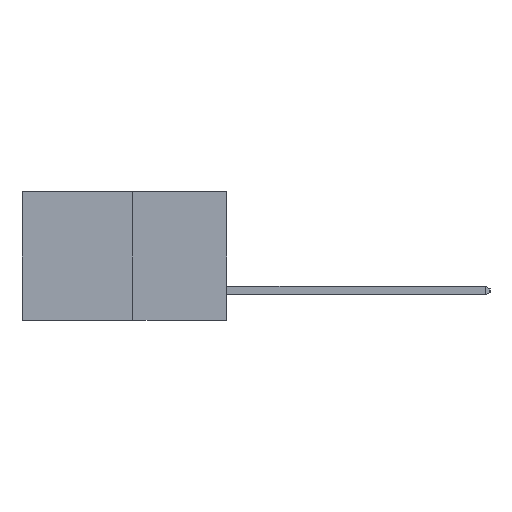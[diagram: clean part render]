
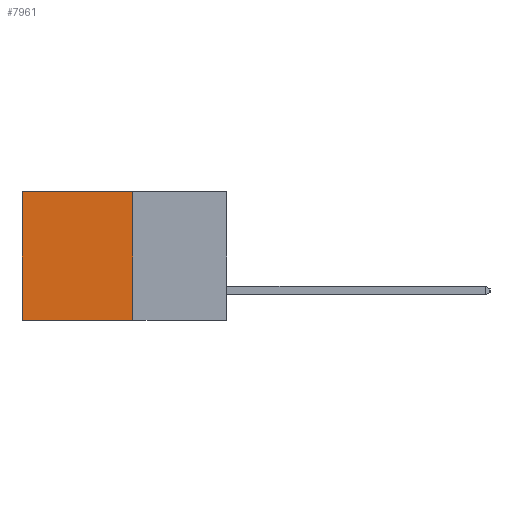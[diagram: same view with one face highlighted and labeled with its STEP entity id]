
A CAD part, left-side view. The second image highlights one B-rep face of the part: STEP entity #7961.
In plain terms, the highlighted planar face has unit normal (-1, 0, 0).
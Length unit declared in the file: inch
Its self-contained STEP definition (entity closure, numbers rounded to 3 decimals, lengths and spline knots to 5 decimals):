
#578 = LINE ( 'NONE', #25148, #22083 ) ;
#1703 = EDGE_CURVE ( 'NONE', #22946, #5067, #578, .T. ) ;
#2636 = EDGE_LOOP ( 'NONE', ( #16098, #7450, #20933, #15915 ) ) ;
#2789 = VECTOR ( 'NONE', #22190, 39.37008 ) ;
#2889 = DIRECTION ( 'NONE',  ( 0., 1., 0. ) ) ;
#3423 = EDGE_CURVE ( 'NONE', #22946, #16745, #8674, .T. ) ;
#5067 = VERTEX_POINT ( 'NONE', #25970 ) ;
#6791 = CARTESIAN_POINT ( 'NONE',  ( 0.277, 0.59, -0.37 ) ) ;
#6796 = PLANE ( 'NONE',  #23919 ) ;
#7450 = ORIENTED_EDGE ( 'NONE', *, *, #20254, .F. ) ;
#7488 = CARTESIAN_POINT ( 'NONE',  ( 0.277, 0.27, 0. ) ) ;
#7940 = CARTESIAN_POINT ( 'NONE',  ( 0.277, 0.27, 0. ) ) ;
#7961 = ADVANCED_FACE ( 'NONE', ( #8796 ), #6796, .F. ) ;
#8341 = LINE ( 'NONE', #13882, #2789 ) ;
#8674 = LINE ( 'NONE', #7488, #24555 ) ;
#8796 = FACE_OUTER_BOUND ( 'NONE', #2636, .T. ) ;
#8856 = DIRECTION ( 'NONE',  ( 0., 0., -1. ) ) ;
#10817 = CARTESIAN_POINT ( 'NONE',  ( 0.277, 0.27, -0.37 ) ) ;
#11068 = EDGE_CURVE ( 'NONE', #16745, #24539, #8341, .T. ) ;
#11069 = DIRECTION ( 'NONE',  ( 0., 1., 0. ) ) ;
#11654 = VECTOR ( 'NONE', #2889, 39.37008 ) ;
#12302 = LINE ( 'NONE', #13264, #11654 ) ;
#13264 = CARTESIAN_POINT ( 'NONE',  ( 0.277, 0.27, -0.37 ) ) ;
#13882 = CARTESIAN_POINT ( 'NONE',  ( 0.277, 0.59, -0.37 ) ) ;
#15915 = ORIENTED_EDGE ( 'NONE', *, *, #3423, .T. ) ;
#16098 = ORIENTED_EDGE ( 'NONE', *, *, #11068, .T. ) ;
#16745 = VERTEX_POINT ( 'NONE', #24905 ) ;
#19395 = DIRECTION ( 'NONE',  ( 0., 0., -1. ) ) ;
#20254 = EDGE_CURVE ( 'NONE', #5067, #24539, #12302, .T. ) ;
#20933 = ORIENTED_EDGE ( 'NONE', *, *, #1703, .F. ) ;
#21297 = DIRECTION ( 'NONE',  ( 1., 0., 0. ) ) ;
#22083 = VECTOR ( 'NONE', #19395, 39.37008 ) ;
#22190 = DIRECTION ( 'NONE',  ( 0., 0., -1. ) ) ;
#22946 = VERTEX_POINT ( 'NONE', #7940 ) ;
#23919 = AXIS2_PLACEMENT_3D ( 'NONE', #10817, #21297, #8856 ) ;
#24539 = VERTEX_POINT ( 'NONE', #6791 ) ;
#24555 = VECTOR ( 'NONE', #11069, 39.37008 ) ;
#24905 = CARTESIAN_POINT ( 'NONE',  ( 0.277, 0.59, 0. ) ) ;
#25148 = CARTESIAN_POINT ( 'NONE',  ( 0.277, 0.27, -0.37 ) ) ;
#25970 = CARTESIAN_POINT ( 'NONE',  ( 0.277, 0.27, -0.37 ) ) ;
